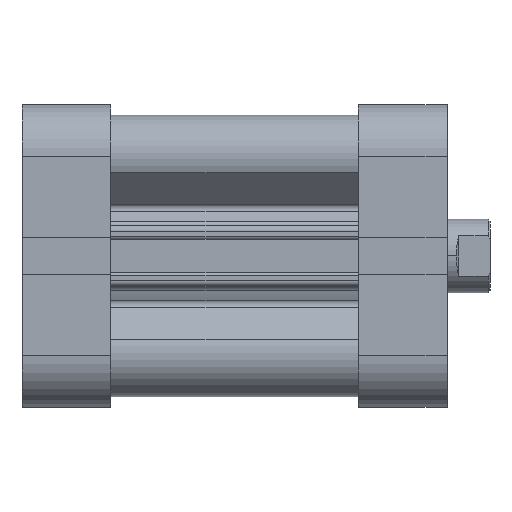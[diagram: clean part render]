
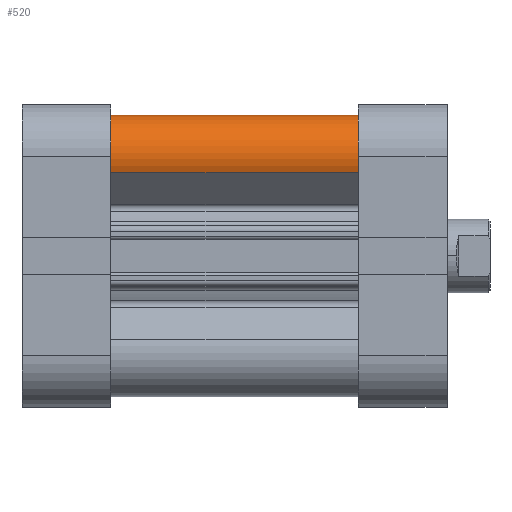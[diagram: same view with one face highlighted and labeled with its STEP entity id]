
A CAD part, front view. The second image highlights one B-rep face of the part: STEP entity #520.
In plain terms, the highlighted cylindrical face has radius 6.75 mm (diameter 13.5 mm), a partial arc.
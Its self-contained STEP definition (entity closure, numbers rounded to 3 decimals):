
#271 = ORIENTED_EDGE ( 'NONE', *, *, #1089, .F. ) ;
#283 = ORIENTED_EDGE ( 'NONE', *, *, #1078, .T. ) ;
#289 = ORIENTED_EDGE ( 'NONE', *, *, #1088, .F. ) ;
#318 = ORIENTED_EDGE ( 'NONE', *, *, #1087, .T. ) ;
#520 = ADVANCED_FACE ( 'NONE', ( #3707 ), #3699, .T. ) ;
#1078 = EDGE_CURVE ( 'NONE', #8924, #8925, #4577, .T. ) ;
#1087 = EDGE_CURVE ( 'NONE', #8921, #8924, #4590, .T. ) ;
#1088 = EDGE_CURVE ( 'NONE', #8921, #8923, #4593, .T. ) ;
#1089 = EDGE_CURVE ( 'NONE', #8923, #8925, #4584, .T. ) ;
#1676 = AXIS2_PLACEMENT_3D ( 'NONE', #9192, #9191, #9190 ) ;
#2014 = AXIS2_PLACEMENT_3D ( 'NONE', #5514, #5515, #5516 ) ;
#2018 = AXIS2_PLACEMENT_3D ( 'NONE', #5534, #5538, #5539 ) ;
#3533 = EDGE_LOOP ( 'NONE', ( #289, #318, #283, #271 ) ) ;
#3699 = CYLINDRICAL_SURFACE ( 'NONE', #1676, 6.75 ) ;
#3707 = FACE_OUTER_BOUND ( 'NONE', #3533, .T. ) ;
#4577 = CIRCLE ( 'NONE', #2014, 6.75 ) ;
#4584 = LINE ( 'NONE', #5541, #4585 ) ;
#4585 = VECTOR ( 'NONE', #5542, 1000. ) ;
#4590 = LINE ( 'NONE', #5536, #4591 ) ;
#4591 = VECTOR ( 'NONE', #5537, 1000. ) ;
#4593 = CIRCLE ( 'NONE', #2018, 6.75 ) ;
#5514 = CARTESIAN_POINT ( 'NONE',  ( -16.25, -16.25, 0. ) ) ;
#5515 = DIRECTION ( 'NONE',  ( 0., 0., 1. ) ) ;
#5516 = DIRECTION ( 'NONE',  ( -1., 0., 0. ) ) ;
#5534 = CARTESIAN_POINT ( 'NONE',  ( -16.25, -16.25, 40.5 ) ) ;
#5536 = CARTESIAN_POINT ( 'NONE',  ( -23., -16.25, 40.5 ) ) ;
#5537 = DIRECTION ( 'NONE',  ( 0., 0., -1. ) ) ;
#5538 = DIRECTION ( 'NONE',  ( 0., 0., 1. ) ) ;
#5539 = DIRECTION ( 'NONE',  ( -1., 0., 0. ) ) ;
#5541 = CARTESIAN_POINT ( 'NONE',  ( -13.633, -22.472, 40.5 ) ) ;
#5542 = DIRECTION ( 'NONE',  ( 0., 0., -1. ) ) ;
#8263 = CARTESIAN_POINT ( 'NONE',  ( -23., -16.25, 40.5 ) ) ;
#8265 = CARTESIAN_POINT ( 'NONE',  ( -13.633, -22.472, 40.5 ) ) ;
#8266 = CARTESIAN_POINT ( 'NONE',  ( -23., -16.25, 0. ) ) ;
#8267 = CARTESIAN_POINT ( 'NONE',  ( -13.633, -22.472, 0. ) ) ;
#8921 = VERTEX_POINT ( 'NONE', #8263 ) ;
#8923 = VERTEX_POINT ( 'NONE', #8265 ) ;
#8924 = VERTEX_POINT ( 'NONE', #8266 ) ;
#8925 = VERTEX_POINT ( 'NONE', #8267 ) ;
#9190 = DIRECTION ( 'NONE',  ( -1., 0., 0. ) ) ;
#9191 = DIRECTION ( 'NONE',  ( 0., 0., -1. ) ) ;
#9192 = CARTESIAN_POINT ( 'NONE',  ( -16.25, -16.25, 40.5 ) ) ;
